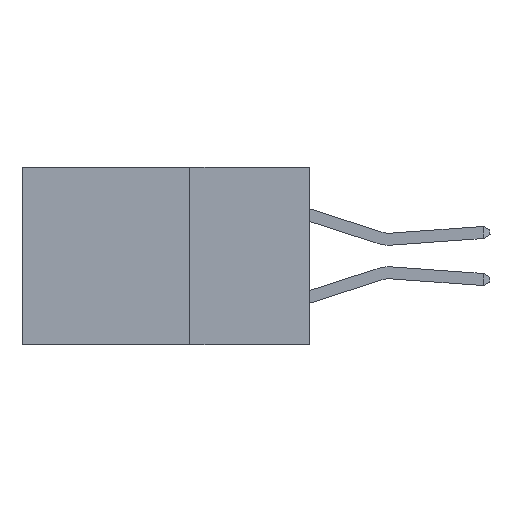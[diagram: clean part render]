
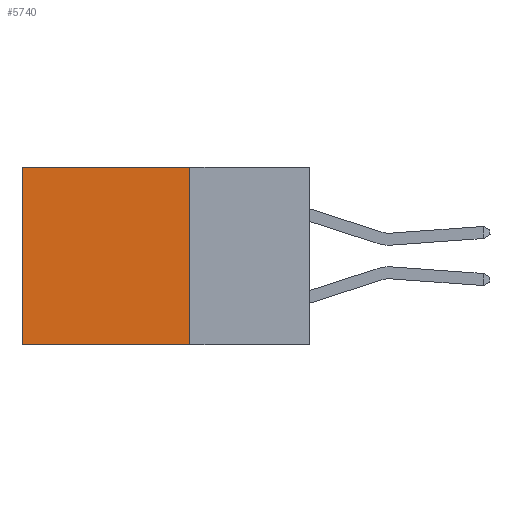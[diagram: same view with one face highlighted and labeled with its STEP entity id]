
A CAD part, left-side view. The second image highlights one B-rep face of the part: STEP entity #5740.
In plain terms, the highlighted planar face has unit normal (-1, 0, 0).
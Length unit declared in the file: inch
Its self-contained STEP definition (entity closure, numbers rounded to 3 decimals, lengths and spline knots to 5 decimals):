
#442 = LINE ( 'NONE', #16513, #7590 ) ;
#1430 = DIRECTION ( 'NONE',  ( 0., 0., -1. ) ) ;
#2602 = VECTOR ( 'NONE', #16906, 39.37008 ) ;
#2794 = VERTEX_POINT ( 'NONE', #10538 ) ;
#3891 = EDGE_CURVE ( 'NONE', #6978, #6527, #442, .T. ) ;
#4102 = CARTESIAN_POINT ( 'NONE',  ( 0.298, 0.25, -0.37 ) ) ;
#4907 = LINE ( 'NONE', #4102, #8674 ) ;
#5405 = EDGE_CURVE ( 'NONE', #12991, #6527, #4907, .T. ) ;
#5496 = ORIENTED_EDGE ( 'NONE', *, *, #5405, .F. ) ;
#5575 = VECTOR ( 'NONE', #1430, 39.37008 ) ;
#5577 = FACE_OUTER_BOUND ( 'NONE', #12974, .T. ) ;
#5740 = ADVANCED_FACE ( 'NONE', ( #5577 ), #9308, .F. ) ;
#6527 = VERTEX_POINT ( 'NONE', #17715 ) ;
#6978 = VERTEX_POINT ( 'NONE', #11335 ) ;
#7590 = VECTOR ( 'NONE', #16493, 39.37008 ) ;
#8674 = VECTOR ( 'NONE', #12995, 39.37008 ) ;
#8802 = DIRECTION ( 'NONE',  ( 0., 0., -1. ) ) ;
#8846 = DIRECTION ( 'NONE',  ( 1., 0., 0. ) ) ;
#8866 = CARTESIAN_POINT ( 'NONE',  ( 0.298, 0.25, 0. ) ) ;
#9308 = PLANE ( 'NONE',  #14095 ) ;
#9704 = ORIENTED_EDGE ( 'NONE', *, *, #17609, .F. ) ;
#10538 = CARTESIAN_POINT ( 'NONE',  ( 0.298, 0.25, 0. ) ) ;
#11335 = CARTESIAN_POINT ( 'NONE',  ( 0.298, 0.6, 0. ) ) ;
#12191 = ORIENTED_EDGE ( 'NONE', *, *, #3891, .T. ) ;
#12694 = CARTESIAN_POINT ( 'NONE',  ( 0.298, 0.25, 0. ) ) ;
#12945 = CARTESIAN_POINT ( 'NONE',  ( 0.298, 0.25, -0.37 ) ) ;
#12974 = EDGE_LOOP ( 'NONE', ( #12191, #5496, #9704, #13362 ) ) ;
#12991 = VERTEX_POINT ( 'NONE', #12945 ) ;
#12995 = DIRECTION ( 'NONE',  ( 0., 1., 0. ) ) ;
#13362 = ORIENTED_EDGE ( 'NONE', *, *, #13540, .T. ) ;
#13540 = EDGE_CURVE ( 'NONE', #2794, #6978, #17642, .T. ) ;
#14095 = AXIS2_PLACEMENT_3D ( 'NONE', #8866, #8846, #8802 ) ;
#14277 = CARTESIAN_POINT ( 'NONE',  ( 0.298, 0.25, 0. ) ) ;
#16493 = DIRECTION ( 'NONE',  ( 0., 0., -1. ) ) ;
#16513 = CARTESIAN_POINT ( 'NONE',  ( 0.298, 0.6, 0. ) ) ;
#16906 = DIRECTION ( 'NONE',  ( 0., 1., 0. ) ) ;
#17278 = LINE ( 'NONE', #14277, #5575 ) ;
#17609 = EDGE_CURVE ( 'NONE', #2794, #12991, #17278, .T. ) ;
#17642 = LINE ( 'NONE', #12694, #2602 ) ;
#17715 = CARTESIAN_POINT ( 'NONE',  ( 0.298, 0.6, -0.37 ) ) ;
